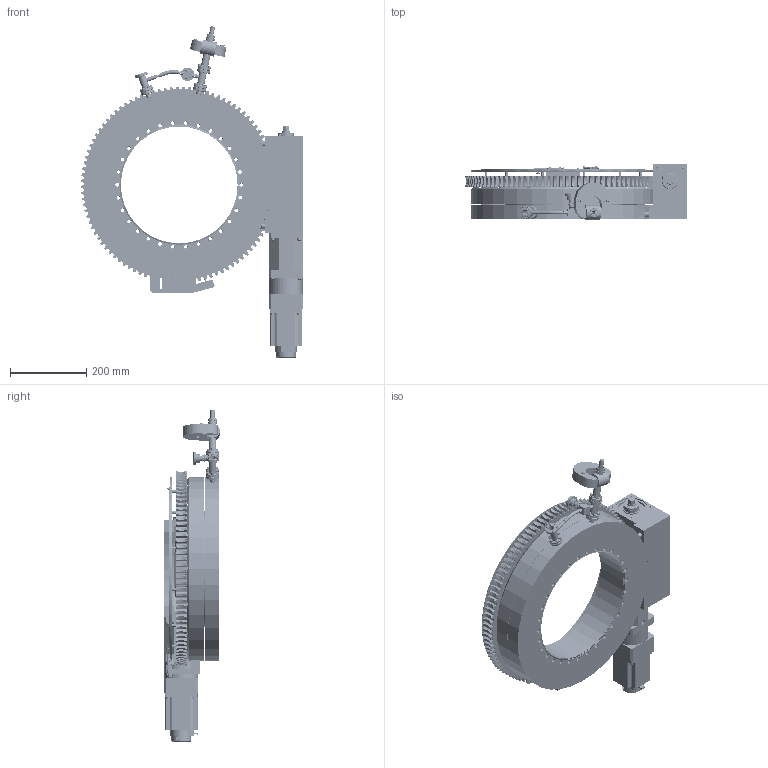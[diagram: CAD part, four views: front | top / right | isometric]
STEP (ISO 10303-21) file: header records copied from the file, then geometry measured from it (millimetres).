
FILE_DESCRIPTION (( 'STEP AP214' ), '1' );
FILE_NAME ('SN104132-01, RNN-1200 SYSTEM ASSEMBLY.STEP', '2020-09-24T17:57:50', ( '' ), ( '' ), 'SwSTEP 2.0', 'SolidWorks 2010', '' );
FILE_SCHEMA (( 'AUTOMOTIVE_DESIGN' ));
Length unit declared in the file: inch
Products named in the file (1): SN104132-01, RNN-1200 SYSTEM ASSEMBLY
Bounding box: 581.01 x 145.67 x 869.24 mm (x, y, z)
Surface area: 1498392.9 mm2 (no closed solid volume)
Topology: 0 solids, 412 shells, 2988 faces, 14226 edges, 11132 vertices
Faces by surface type: cylinder 1205, plane 1058, bspline 272, cone 265, torus 172, sphere 16
Entity records: 286400 total; most frequent: CARTESIAN_POINT 138933, DIRECTION 21309, ORIENTED_EDGE 20066, EDGE_CURVE 14182, VERTEX_POINT 11132, AXIS2_PLACEMENT_3D 7355, LINE 6599, VECTOR 6599
